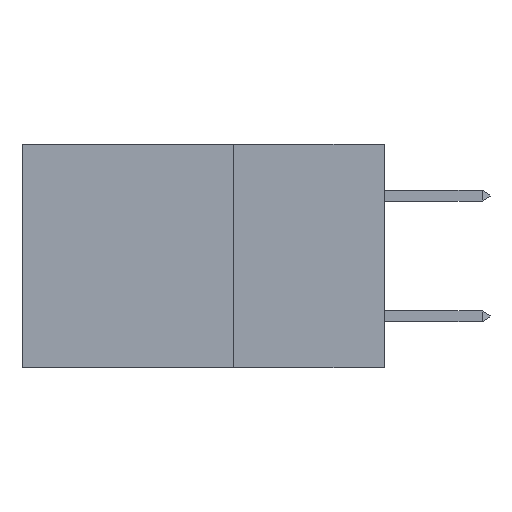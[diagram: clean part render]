
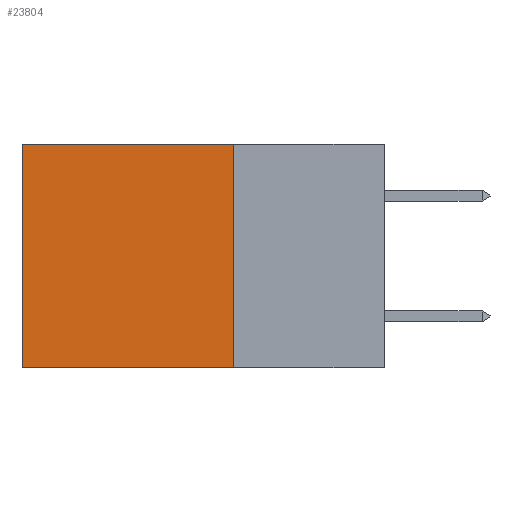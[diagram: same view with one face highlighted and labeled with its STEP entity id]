
A CAD part, left-side view. The second image highlights one B-rep face of the part: STEP entity #23804.
In plain terms, the highlighted planar face has unit normal (-1, 0, 0).
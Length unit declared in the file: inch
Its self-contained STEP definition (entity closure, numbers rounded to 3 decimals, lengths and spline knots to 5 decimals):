
#483 = VECTOR ( 'NONE', #12393, 39.37008 ) ;
#655 = CARTESIAN_POINT ( 'NONE',  ( 0.2875, 0.25, 0. ) ) ;
#679 = VERTEX_POINT ( 'NONE', #28081 ) ;
#1710 = ORIENTED_EDGE ( 'NONE', *, *, #15448, .F. ) ;
#2491 = FACE_OUTER_BOUND ( 'NONE', #24062, .T. ) ;
#4973 = VERTEX_POINT ( 'NONE', #24215 ) ;
#7566 = DIRECTION ( 'NONE',  ( 1., 0., 0. ) ) ;
#8283 = LINE ( 'NONE', #17590, #483 ) ;
#8919 = VECTOR ( 'NONE', #20584, 39.37008 ) ;
#8973 = EDGE_CURVE ( 'NONE', #28755, #26315, #17904, .T. ) ;
#9798 = LINE ( 'NONE', #11066, #12673 ) ;
#10241 = AXIS2_PLACEMENT_3D ( 'NONE', #655, #7566, #14416 ) ;
#10254 = EDGE_CURVE ( 'NONE', #679, #28755, #9798, .T. ) ;
#10940 = CARTESIAN_POINT ( 'NONE',  ( 0.2875, 0.25, -0.37 ) ) ;
#11066 = CARTESIAN_POINT ( 'NONE',  ( 0.2875, 0.25, 0. ) ) ;
#11242 = LINE ( 'NONE', #10940, #8919 ) ;
#12393 = DIRECTION ( 'NONE',  ( 0., 0., -1. ) ) ;
#12673 = VECTOR ( 'NONE', #20858, 39.37008 ) ;
#12682 = ORIENTED_EDGE ( 'NONE', *, *, #13029, .F. ) ;
#13029 = EDGE_CURVE ( 'NONE', #679, #4973, #8283, .T. ) ;
#13592 = VECTOR ( 'NONE', #15898, 39.37008 ) ;
#14416 = DIRECTION ( 'NONE',  ( 0., 0., -1. ) ) ;
#15448 = EDGE_CURVE ( 'NONE', #4973, #26315, #11242, .T. ) ;
#15450 = CARTESIAN_POINT ( 'NONE',  ( 0.2875, 0.6, 0. ) ) ;
#15898 = DIRECTION ( 'NONE',  ( 0., 0., -1. ) ) ;
#17444 = CARTESIAN_POINT ( 'NONE',  ( 0.2875, 0.6, -0.37 ) ) ;
#17590 = CARTESIAN_POINT ( 'NONE',  ( 0.2875, 0.25, 0. ) ) ;
#17904 = LINE ( 'NONE', #15450, #13592 ) ;
#18952 = ORIENTED_EDGE ( 'NONE', *, *, #10254, .T. ) ;
#20584 = DIRECTION ( 'NONE',  ( 0., 1., 0. ) ) ;
#20858 = DIRECTION ( 'NONE',  ( 0., 1., 0. ) ) ;
#21638 = PLANE ( 'NONE',  #10241 ) ;
#23804 = ADVANCED_FACE ( 'NONE', ( #2491 ), #21638, .F. ) ;
#24062 = EDGE_LOOP ( 'NONE', ( #25677, #1710, #12682, #18952 ) ) ;
#24215 = CARTESIAN_POINT ( 'NONE',  ( 0.2875, 0.25, -0.37 ) ) ;
#25677 = ORIENTED_EDGE ( 'NONE', *, *, #8973, .T. ) ;
#26315 = VERTEX_POINT ( 'NONE', #17444 ) ;
#28081 = CARTESIAN_POINT ( 'NONE',  ( 0.2875, 0.25, 0. ) ) ;
#28755 = VERTEX_POINT ( 'NONE', #29332 ) ;
#29332 = CARTESIAN_POINT ( 'NONE',  ( 0.2875, 0.6, 0. ) ) ;
